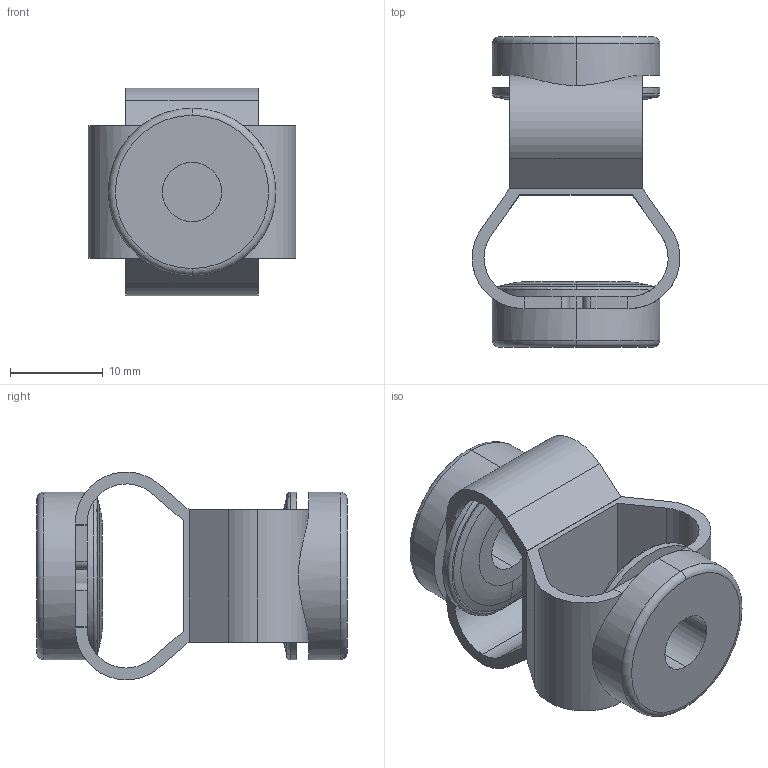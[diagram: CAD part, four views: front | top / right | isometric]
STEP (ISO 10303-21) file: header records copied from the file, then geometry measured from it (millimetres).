
FILE_DESCRIPTION (( 'STEP AP214' ), '1' );
FILE_NAME ('DC-DLSS10-04.STEP', '2015-12-02T13:40:04', ( '' ), ( '' ), 'SwSTEP 2.0', 'SolidWorks 2015', '' );
FILE_SCHEMA (( 'AUTOMOTIVE_DESIGN' ));
Length unit declared in the file: millimetre
Products named in the file (1): DC-DLSS10-04
Bounding box: 22.34 x 33.4 x 22.34 mm (x, y, z)
Volume: 4144.5 mm3; surface area: 3961.2 mm2
Topology: 1 solids, 1 shells, 110 faces, 297 edges, 190 vertices
Faces by surface type: plane 57, cylinder 28, torus 13, bspline 8, cone 4
Entity records: 3718 total; most frequent: CARTESIAN_POINT 908, ORIENTED_EDGE 594, DIRECTION 574, EDGE_CURVE 297, AXIS2_PLACEMENT_3D 212, VERTEX_POINT 190, VECTOR 150, LINE 150
